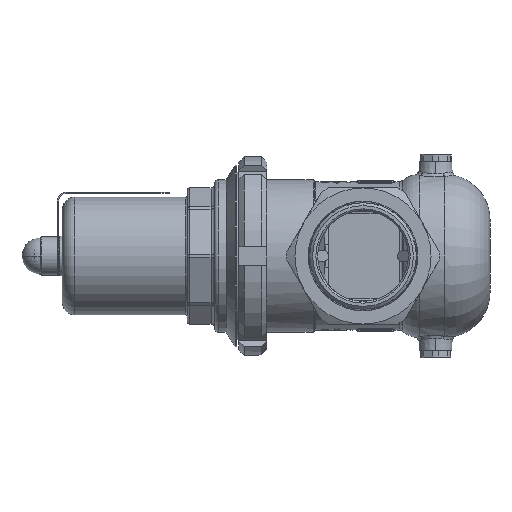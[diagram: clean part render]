
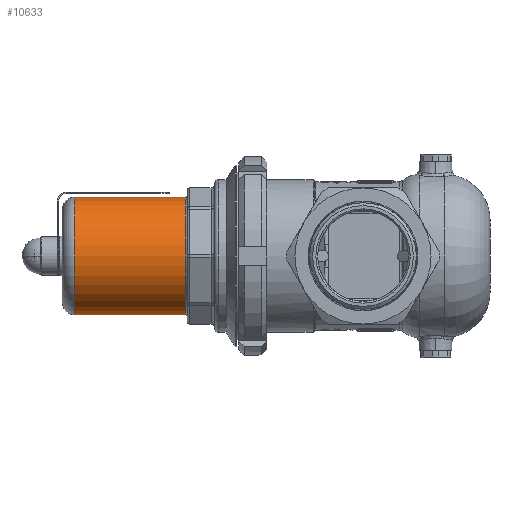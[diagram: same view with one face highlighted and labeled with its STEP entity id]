
A CAD part, left-side view. The second image highlights one B-rep face of the part: STEP entity #10633.
In plain terms, the highlighted cylindrical face has radius 32.5 mm (diameter 65 mm), a partial arc.
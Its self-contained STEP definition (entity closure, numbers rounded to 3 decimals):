
#796 = CARTESIAN_POINT ( 'NONE',  ( 0., 98., 0. ) ) ;
#797 = DIRECTION ( 'NONE',  ( 0., 1., 0. ) ) ;
#798 = DIRECTION ( 'NONE',  ( 0., 0., 1. ) ) ;
#957 = CARTESIAN_POINT ( 'NONE',  ( 0., 177.757, -32.5 ) ) ;
#962 = LINE ( 'NONE', #957, #72252 ) ;
#966 = DIRECTION ( 'NONE',  ( 0., 1., 0. ) ) ;
#967 = LINE ( 'NONE', #968, #72262 ) ;
#968 = CARTESIAN_POINT ( 'NONE',  ( 0., 177.757, 32.5 ) ) ;
#969 = DIRECTION ( 'NONE',  ( 0., 1., 0. ) ) ;
#6849 = EDGE_CURVE ( 'NONE', #47932, #47952, #66703, .T. ) ;
#7666 = EDGE_CURVE ( 'NONE', #48029, #47959, #72168, .T. ) ;
#7761 = EDGE_CURVE ( 'NONE', #48029, #47932, #962, .T. ) ;
#7763 = EDGE_CURVE ( 'NONE', #47959, #47952, #967, .T. ) ;
#10633 = ADVANCED_FACE ( 'NONE', ( #38873 ), #38872, .T. ) ;
#29095 = EDGE_LOOP ( 'NONE', ( #54123, #54124, #54125, #54126 ) ) ;
#34359 = AXIS2_PLACEMENT_3D ( 'NONE', #38875, #38898, #38899 ) ;
#38872 = CYLINDRICAL_SURFACE ( 'NONE', #34359, 32.5 ) ;
#38873 = FACE_OUTER_BOUND ( 'NONE', #29095, .T. ) ;
#38875 = CARTESIAN_POINT ( 'NONE',  ( 0., 177.757, 0. ) ) ;
#38898 = DIRECTION ( 'NONE',  ( 0., 1., 0. ) ) ;
#38899 = DIRECTION ( 'NONE',  ( 0., 0., 1. ) ) ;
#47932 = VERTEX_POINT ( 'NONE', #48639 ) ;
#47952 = VERTEX_POINT ( 'NONE', #48657 ) ;
#47959 = VERTEX_POINT ( 'NONE', #48664 ) ;
#48029 = VERTEX_POINT ( 'NONE', #48734 ) ;
#48639 = CARTESIAN_POINT ( 'NONE',  ( 0., 158.8, -32.5 ) ) ;
#48657 = CARTESIAN_POINT ( 'NONE',  ( 0., 158.8, 32.5 ) ) ;
#48664 = CARTESIAN_POINT ( 'NONE',  ( 0., 98., 32.5 ) ) ;
#48734 = CARTESIAN_POINT ( 'NONE',  ( 0., 98., -32.5 ) ) ;
#54123 = ORIENTED_EDGE ( 'NONE', *, *, #7761, .F. ) ;
#54124 = ORIENTED_EDGE ( 'NONE', *, *, #7666, .T. ) ;
#54125 = ORIENTED_EDGE ( 'NONE', *, *, #7763, .T. ) ;
#54126 = ORIENTED_EDGE ( 'NONE', *, *, #6849, .F. ) ;
#66559 = CARTESIAN_POINT ( 'NONE',  ( 0., 158.8, 0. ) ) ;
#66560 = DIRECTION ( 'NONE',  ( 0., 1., 0. ) ) ;
#66561 = DIRECTION ( 'NONE',  ( 0., 0., 1. ) ) ;
#66703 = CIRCLE ( 'NONE', #66730, 32.5 ) ;
#66730 = AXIS2_PLACEMENT_3D ( 'NONE', #66559, #66560, #66561 ) ;
#72168 = CIRCLE ( 'NONE', #72170, 32.5 ) ;
#72170 = AXIS2_PLACEMENT_3D ( 'NONE', #796, #797, #798 ) ;
#72252 = VECTOR ( 'NONE', #966, 1000. ) ;
#72262 = VECTOR ( 'NONE', #969, 1000. ) ;
